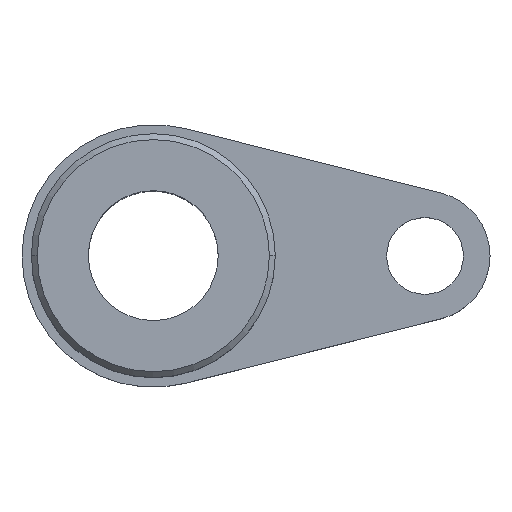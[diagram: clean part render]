
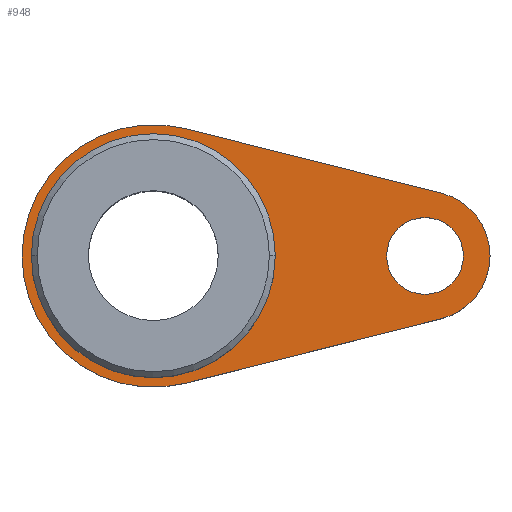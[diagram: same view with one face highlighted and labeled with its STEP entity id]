
A CAD part, top view. The second image highlights one B-rep face of the part: STEP entity #948.
In plain terms, the highlighted planar face has unit normal (0, 0, 1).
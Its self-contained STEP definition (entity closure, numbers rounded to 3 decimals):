
#16 = ORIENTED_EDGE ( 'NONE', *, *, #403, .F. ) ;
#20 = ORIENTED_EDGE ( 'NONE', *, *, #370, .F. ) ;
#28 = ORIENTED_EDGE ( 'NONE', *, *, #663, .T. ) ;
#43 = CARTESIAN_POINT ( 'NONE',  ( 23., 0., 5. ) ) ;
#51 = CARTESIAN_POINT ( 'NONE',  ( 2.712, -10.777, 5. ) ) ;
#62 = DIRECTION ( 'NONE',  ( 0., 0., 1. ) ) ;
#68 = AXIS2_PLACEMENT_3D ( 'NONE', #315, #62, #1168 ) ;
#87 = CARTESIAN_POINT ( 'NONE',  ( 2.712, -10.777, 5. ) ) ;
#91 = CARTESIAN_POINT ( 'NONE',  ( 19.75, 0., 5. ) ) ;
#93 = EDGE_LOOP ( 'NONE', ( #20, #99 ) ) ;
#99 = ORIENTED_EDGE ( 'NONE', *, *, #1151, .F. ) ;
#105 = DIRECTION ( 'NONE',  ( 1., 0., 0. ) ) ;
#111 = CIRCLE ( 'NONE', #68, 11.113 ) ;
#114 = EDGE_CURVE ( 'NONE', #1113, #993, #907, .T. ) ;
#136 = DIRECTION ( 'NONE',  ( 0., 0., 1. ) ) ;
#172 = VERTEX_POINT ( 'NONE', #87 ) ;
#189 = CARTESIAN_POINT ( 'NONE',  ( -11.113, 0., 5. ) ) ;
#192 = CARTESIAN_POINT ( 'NONE',  ( 24.342, 5.334, 5. ) ) ;
#208 = VERTEX_POINT ( 'NONE', #984 ) ;
#214 = EDGE_LOOP ( 'NONE', ( #1026, #28, #836, #922, #1179 ) ) ;
#226 = CIRCLE ( 'NONE', #418, 3.25 ) ;
#240 = DIRECTION ( 'NONE',  ( 0., 0., 1. ) ) ;
#286 = VERTEX_POINT ( 'NONE', #189 ) ;
#287 = FACE_BOUND ( 'NONE', #787, .T. ) ;
#310 = DIRECTION ( 'NONE',  ( -0.97, 0.244, 0. ) ) ;
#315 = CARTESIAN_POINT ( 'NONE',  ( 0., 0., 5. ) ) ;
#317 = DIRECTION ( 'NONE',  ( 1., 0., 0. ) ) ;
#327 = DIRECTION ( 'NONE',  ( -1., 0., 0. ) ) ;
#370 = EDGE_CURVE ( 'NONE', #489, #777, #700, .T. ) ;
#378 = EDGE_CURVE ( 'NONE', #172, #1113, #773, .T. ) ;
#403 = EDGE_CURVE ( 'NONE', #208, #1017, #226, .T. ) ;
#411 = CARTESIAN_POINT ( 'NONE',  ( 0., 0., 5. ) ) ;
#418 = AXIS2_PLACEMENT_3D ( 'NONE', #43, #508, #317 ) ;
#448 = CARTESIAN_POINT ( 'NONE',  ( 23., 0., 5. ) ) ;
#473 = LINE ( 'NONE', #844, #1185 ) ;
#488 = CARTESIAN_POINT ( 'NONE',  ( 24.342, -5.334, 5. ) ) ;
#489 = VERTEX_POINT ( 'NONE', #899 ) ;
#500 = DIRECTION ( 'NONE',  ( 0.97, 0.244, 0. ) ) ;
#508 = DIRECTION ( 'NONE',  ( 0., 0., 1. ) ) ;
#511 = VECTOR ( 'NONE', #500, 1000. ) ;
#533 = CIRCLE ( 'NONE', #669, 11.113 ) ;
#537 = DIRECTION ( 'NONE',  ( 0., 0., -1. ) ) ;
#549 = DIRECTION ( 'NONE',  ( -1., 0., 0. ) ) ;
#559 = CARTESIAN_POINT ( 'NONE',  ( 23., 0., 5. ) ) ;
#570 = CARTESIAN_POINT ( 'NONE',  ( 0., 0., 5. ) ) ;
#640 = EDGE_CURVE ( 'NONE', #1017, #208, #1104, .T. ) ;
#643 = FACE_OUTER_BOUND ( 'NONE', #214, .T. ) ;
#651 = PLANE ( 'NONE',  #704 ) ;
#655 = VERTEX_POINT ( 'NONE', #1110 ) ;
#663 = EDGE_CURVE ( 'NONE', #993, #655, #473, .T. ) ;
#669 = AXIS2_PLACEMENT_3D ( 'NONE', #708, #240, #1167 ) ;
#685 = AXIS2_PLACEMENT_3D ( 'NONE', #448, #725, #1072 ) ;
#686 = DIRECTION ( 'NONE',  ( 0., 0., 1. ) ) ;
#700 = CIRCLE ( 'NONE', #1147, 9.5 ) ;
#704 = AXIS2_PLACEMENT_3D ( 'NONE', #559, #537, #549 ) ;
#708 = CARTESIAN_POINT ( 'NONE',  ( 0., 0., 5. ) ) ;
#725 = DIRECTION ( 'NONE',  ( 0., 0., 1. ) ) ;
#743 = CIRCLE ( 'NONE', #860, 9.5 ) ;
#773 = LINE ( 'NONE', #51, #511 ) ;
#777 = VERTEX_POINT ( 'NONE', #1137 ) ;
#787 = EDGE_LOOP ( 'NONE', ( #997, #16 ) ) ;
#826 = CARTESIAN_POINT ( 'NONE',  ( 23., 0., 5. ) ) ;
#829 = FACE_BOUND ( 'NONE', #93, .T. ) ;
#836 = ORIENTED_EDGE ( 'NONE', *, *, #885, .T. ) ;
#844 = CARTESIAN_POINT ( 'NONE',  ( 24.342, 5.334, 5. ) ) ;
#860 = AXIS2_PLACEMENT_3D ( 'NONE', #570, #136, #943 ) ;
#885 = EDGE_CURVE ( 'NONE', #655, #286, #111, .T. ) ;
#899 = CARTESIAN_POINT ( 'NONE',  ( 9.5, 0., 5. ) ) ;
#907 = CIRCLE ( 'NONE', #685, 5.5 ) ;
#922 = ORIENTED_EDGE ( 'NONE', *, *, #1178, .T. ) ;
#943 = DIRECTION ( 'NONE',  ( -1., 0., 0. ) ) ;
#948 = ADVANCED_FACE ( 'NONE', ( #287, #643, #829 ), #651, .F. ) ;
#984 = CARTESIAN_POINT ( 'NONE',  ( 26.25, 0., 5. ) ) ;
#993 = VERTEX_POINT ( 'NONE', #192 ) ;
#997 = ORIENTED_EDGE ( 'NONE', *, *, #640, .F. ) ;
#1017 = VERTEX_POINT ( 'NONE', #91 ) ;
#1026 = ORIENTED_EDGE ( 'NONE', *, *, #114, .T. ) ;
#1072 = DIRECTION ( 'NONE',  ( -1., 0., 0. ) ) ;
#1083 = AXIS2_PLACEMENT_3D ( 'NONE', #826, #1131, #105 ) ;
#1104 = CIRCLE ( 'NONE', #1083, 3.25 ) ;
#1110 = CARTESIAN_POINT ( 'NONE',  ( 2.712, 10.777, 5. ) ) ;
#1113 = VERTEX_POINT ( 'NONE', #488 ) ;
#1131 = DIRECTION ( 'NONE',  ( 0., 0., 1. ) ) ;
#1137 = CARTESIAN_POINT ( 'NONE',  ( -9.5, 0., 5. ) ) ;
#1147 = AXIS2_PLACEMENT_3D ( 'NONE', #411, #686, #327 ) ;
#1151 = EDGE_CURVE ( 'NONE', #777, #489, #743, .T. ) ;
#1167 = DIRECTION ( 'NONE',  ( 1., 0., 0. ) ) ;
#1168 = DIRECTION ( 'NONE',  ( 1., 0., 0. ) ) ;
#1178 = EDGE_CURVE ( 'NONE', #286, #172, #533, .T. ) ;
#1179 = ORIENTED_EDGE ( 'NONE', *, *, #378, .T. ) ;
#1185 = VECTOR ( 'NONE', #310, 1000. ) ;
